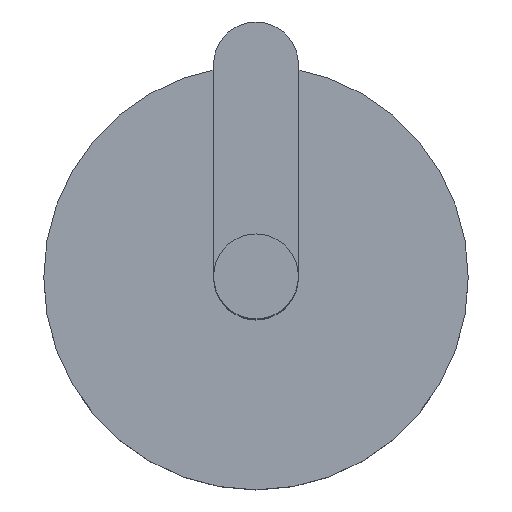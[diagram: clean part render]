
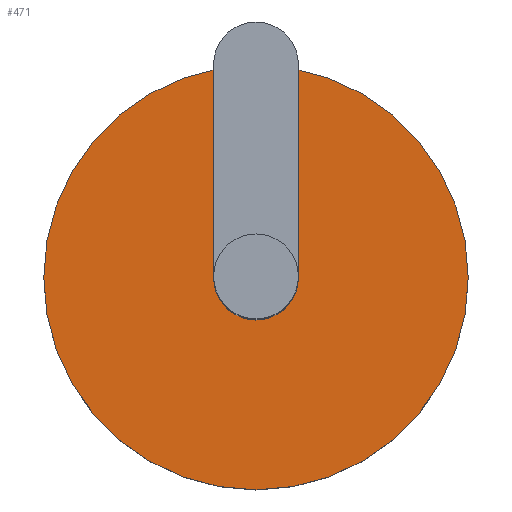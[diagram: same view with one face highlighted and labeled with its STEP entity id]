
A CAD part, top view. The second image highlights one B-rep face of the part: STEP entity #471.
In plain terms, the highlighted planar face has unit normal (0, 0, 1).
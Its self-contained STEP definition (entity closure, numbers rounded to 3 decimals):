
#67 = DIRECTION ( 'NONE',  ( 0., 0., 1. ) ) ;
#74 = FACE_BOUND ( 'NONE', #399, .T. ) ;
#100 = DIRECTION ( 'NONE',  ( 0., 0., 1. ) ) ;
#108 = EDGE_CURVE ( 'NONE', #265, #401, #489, .T. ) ;
#126 = PLANE ( 'NONE',  #755 ) ;
#134 = ORIENTED_EDGE ( 'NONE', *, *, #108, .F. ) ;
#141 = CIRCLE ( 'NONE', #785, 5. ) ;
#196 = VERTEX_POINT ( 'NONE', #781 ) ;
#212 = ORIENTED_EDGE ( 'NONE', *, *, #528, .F. ) ;
#249 = DIRECTION ( 'NONE',  ( 1., 0., 0. ) ) ;
#265 = VERTEX_POINT ( 'NONE', #478 ) ;
#279 = CIRCLE ( 'NONE', #730, 25. ) ;
#297 = CARTESIAN_POINT ( 'NONE',  ( 0., 25., 10. ) ) ;
#319 = ORIENTED_EDGE ( 'NONE', *, *, #688, .T. ) ;
#343 = DIRECTION ( 'NONE',  ( 1., 0., 0. ) ) ;
#388 = CARTESIAN_POINT ( 'NONE',  ( 5., 25., 10. ) ) ;
#396 = EDGE_LOOP ( 'NONE', ( #319, #583 ) ) ;
#399 = EDGE_LOOP ( 'NONE', ( #134, #212 ) ) ;
#401 = VERTEX_POINT ( 'NONE', #388 ) ;
#403 = DIRECTION ( 'NONE',  ( 0., 0., 1. ) ) ;
#419 = DIRECTION ( 'NONE',  ( 0., 0., 1. ) ) ;
#471 = ADVANCED_FACE ( 'NONE', ( #74, #689 ), #126, .T. ) ;
#478 = CARTESIAN_POINT ( 'NONE',  ( -5., 25., 10. ) ) ;
#485 = CIRCLE ( 'NONE', #714, 25. ) ;
#489 = CIRCLE ( 'NONE', #639, 5. ) ;
#528 = EDGE_CURVE ( 'NONE', #401, #265, #141, .T. ) ;
#552 = CARTESIAN_POINT ( 'NONE',  ( 0., 25., 10. ) ) ;
#561 = DIRECTION ( 'NONE',  ( 1., 0., 0. ) ) ;
#583 = ORIENTED_EDGE ( 'NONE', *, *, #728, .T. ) ;
#604 = CARTESIAN_POINT ( 'NONE',  ( -25., 25., 10. ) ) ;
#608 = DIRECTION ( 'NONE',  ( 1., 0., 0. ) ) ;
#620 = DIRECTION ( 'NONE',  ( 0., 0., 1. ) ) ;
#627 = CARTESIAN_POINT ( 'NONE',  ( 0., 25., 10. ) ) ;
#639 = AXIS2_PLACEMENT_3D ( 'NONE', #552, #100, #249 ) ;
#667 = CARTESIAN_POINT ( 'NONE',  ( 0., 25., 10. ) ) ;
#688 = EDGE_CURVE ( 'NONE', #705, #196, #485, .T. ) ;
#689 = FACE_OUTER_BOUND ( 'NONE', #396, .T. ) ;
#705 = VERTEX_POINT ( 'NONE', #604 ) ;
#714 = AXIS2_PLACEMENT_3D ( 'NONE', #297, #67, #790 ) ;
#728 = EDGE_CURVE ( 'NONE', #196, #705, #279, .T. ) ;
#730 = AXIS2_PLACEMENT_3D ( 'NONE', #667, #419, #608 ) ;
#755 = AXIS2_PLACEMENT_3D ( 'NONE', #627, #620, #561 ) ;
#757 = CARTESIAN_POINT ( 'NONE',  ( 0., 25., 10. ) ) ;
#781 = CARTESIAN_POINT ( 'NONE',  ( 25., 25., 10. ) ) ;
#785 = AXIS2_PLACEMENT_3D ( 'NONE', #757, #403, #343 ) ;
#790 = DIRECTION ( 'NONE',  ( 1., 0., 0. ) ) ;
